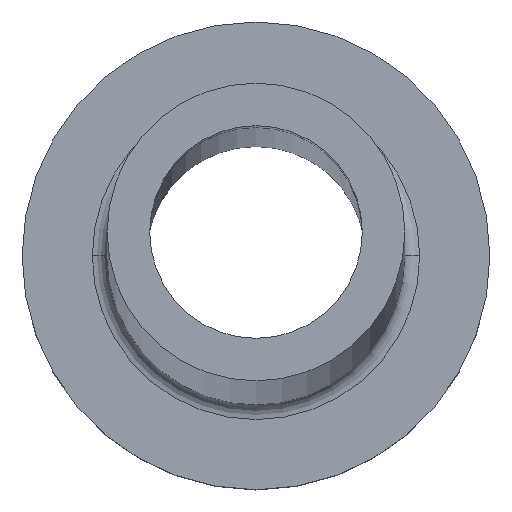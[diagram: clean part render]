
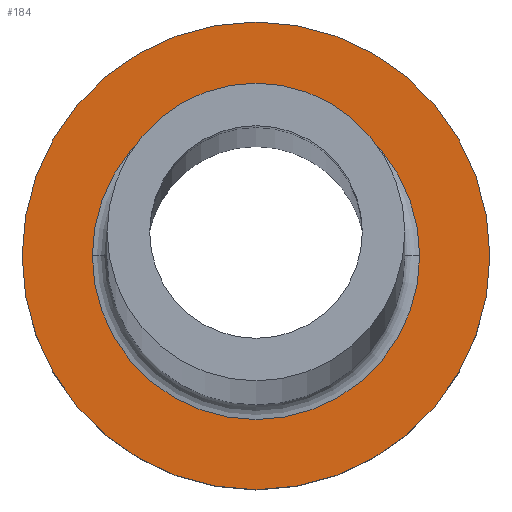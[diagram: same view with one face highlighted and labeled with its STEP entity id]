
A CAD part, top view. The second image highlights one B-rep face of the part: STEP entity #184.
In plain terms, the highlighted planar face has unit normal (0, 0, 1).
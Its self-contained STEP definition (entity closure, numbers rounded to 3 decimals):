
#6 = VERTEX_POINT ( 'NONE', #137 ) ;
#18 = ORIENTED_EDGE ( 'NONE', *, *, #29, .T. ) ;
#22 = CIRCLE ( 'NONE', #143, 7.7 ) ;
#28 = CARTESIAN_POINT ( 'NONE',  ( 0., 0., 7. ) ) ;
#29 = EDGE_CURVE ( 'NONE', #85, #6, #100, .T. ) ;
#31 = DIRECTION ( 'NONE',  ( 0., 0., -1. ) ) ;
#59 = ORIENTED_EDGE ( 'NONE', *, *, #95, .T. ) ;
#60 = CARTESIAN_POINT ( 'NONE',  ( 7.7, 0., 7. ) ) ;
#76 = EDGE_LOOP ( 'NONE', ( #402, #59 ) ) ;
#85 = VERTEX_POINT ( 'NONE', #353 ) ;
#95 = EDGE_CURVE ( 'NONE', #341, #366, #135, .T. ) ;
#100 = CIRCLE ( 'NONE', #165, 11. ) ;
#135 = CIRCLE ( 'NONE', #403, 7.7 ) ;
#137 = CARTESIAN_POINT ( 'NONE',  ( -11., 0., 7. ) ) ;
#143 = AXIS2_PLACEMENT_3D ( 'NONE', #150, #363, #333 ) ;
#148 = CARTESIAN_POINT ( 'NONE',  ( 0., 0., 7. ) ) ;
#150 = CARTESIAN_POINT ( 'NONE',  ( 0., 0., 7. ) ) ;
#152 = AXIS2_PLACEMENT_3D ( 'NONE', #397, #160, #330 ) ;
#156 = CARTESIAN_POINT ( 'NONE',  ( -7.7, 0., 7. ) ) ;
#160 = DIRECTION ( 'NONE',  ( 0., 0., 1. ) ) ;
#165 = AXIS2_PLACEMENT_3D ( 'NONE', #207, #418, #284 ) ;
#184 = ADVANCED_FACE ( 'NONE', ( #368, #190 ), #337, .T. ) ;
#190 = FACE_OUTER_BOUND ( 'NONE', #234, .T. ) ;
#207 = CARTESIAN_POINT ( 'NONE',  ( 0., 0., 7. ) ) ;
#226 = EDGE_CURVE ( 'NONE', #6, #85, #331, .T. ) ;
#229 = DIRECTION ( 'NONE',  ( 0., 0., 1. ) ) ;
#234 = EDGE_LOOP ( 'NONE', ( #332, #18 ) ) ;
#258 = AXIS2_PLACEMENT_3D ( 'NONE', #148, #229, #441 ) ;
#284 = DIRECTION ( 'NONE',  ( 1., 0., 0. ) ) ;
#303 = EDGE_CURVE ( 'NONE', #366, #341, #22, .T. ) ;
#330 = DIRECTION ( 'NONE',  ( 1., 0., 0. ) ) ;
#331 = CIRCLE ( 'NONE', #258, 11. ) ;
#332 = ORIENTED_EDGE ( 'NONE', *, *, #226, .T. ) ;
#333 = DIRECTION ( 'NONE',  ( 1., 0., 0. ) ) ;
#337 = PLANE ( 'NONE',  #152 ) ;
#341 = VERTEX_POINT ( 'NONE', #156 ) ;
#353 = CARTESIAN_POINT ( 'NONE',  ( 11., 0., 7. ) ) ;
#357 = DIRECTION ( 'NONE',  ( 1., 0., 0. ) ) ;
#363 = DIRECTION ( 'NONE',  ( 0., 0., -1. ) ) ;
#366 = VERTEX_POINT ( 'NONE', #60 ) ;
#368 = FACE_BOUND ( 'NONE', #76, .T. ) ;
#397 = CARTESIAN_POINT ( 'NONE',  ( 0., 0., 7. ) ) ;
#402 = ORIENTED_EDGE ( 'NONE', *, *, #303, .T. ) ;
#403 = AXIS2_PLACEMENT_3D ( 'NONE', #28, #31, #357 ) ;
#418 = DIRECTION ( 'NONE',  ( 0., 0., 1. ) ) ;
#441 = DIRECTION ( 'NONE',  ( 1., 0., 0. ) ) ;
